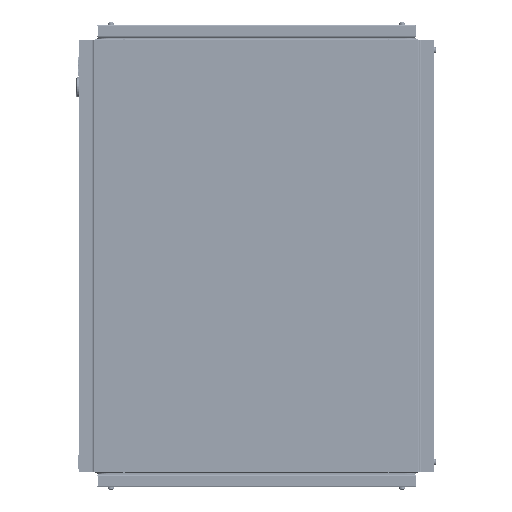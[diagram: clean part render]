
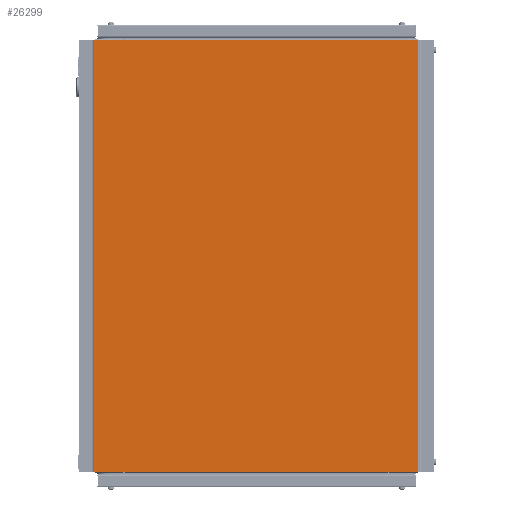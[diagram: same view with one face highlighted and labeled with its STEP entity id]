
A CAD part, front view. The second image highlights one B-rep face of the part: STEP entity #26299.
In plain terms, the highlighted planar face has unit normal (0, -1, 0).
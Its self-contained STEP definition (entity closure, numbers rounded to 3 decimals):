
#157 = VERTEX_POINT ( 'NONE', #52418 ) ;
#161 = ORIENTED_EDGE ( 'NONE', *, *, #59339, .T. ) ;
#377 = LINE ( 'NONE', #34458, #16854 ) ;
#415 = DIRECTION ( 'NONE',  ( 1., 0., 0. ) ) ;
#2362 = ORIENTED_EDGE ( 'NONE', *, *, #28779, .F. ) ;
#2686 = DIRECTION ( 'NONE',  ( 0., 1., 0. ) ) ;
#5160 = CARTESIAN_POINT ( 'NONE',  ( 20.8, -20., 0. ) ) ;
#8762 = VECTOR ( 'NONE', #20881, 1000. ) ;
#10740 = CARTESIAN_POINT ( 'NONE',  ( 19.8, -20., 599. ) ) ;
#10868 = VECTOR ( 'NONE', #26124, 1000. ) ;
#13035 = AXIS2_PLACEMENT_3D ( 'NONE', #25260, #2686, #44351 ) ;
#14250 = VECTOR ( 'NONE', #415, 1000. ) ;
#16184 = ORIENTED_EDGE ( 'NONE', *, *, #50396, .F. ) ;
#16854 = VECTOR ( 'NONE', #39134, 1000. ) ;
#16952 = ORIENTED_EDGE ( 'NONE', *, *, #50206, .T. ) ;
#19755 = CARTESIAN_POINT ( 'NONE',  ( 469.2, -20., 599. ) ) ;
#20293 = PLANE ( 'NONE',  #13035 ) ;
#20881 = DIRECTION ( 'NONE',  ( 1., 0., 0. ) ) ;
#21176 = VERTEX_POINT ( 'NONE', #5160 ) ;
#21661 = VERTEX_POINT ( 'NONE', #19755 ) ;
#25260 = CARTESIAN_POINT ( 'NONE',  ( 19.8, -20., 599. ) ) ;
#26124 = DIRECTION ( 'NONE',  ( 0., 0., -1. ) ) ;
#26299 = ADVANCED_FACE ( 'NONE', ( #34366 ), #20293, .F. ) ;
#28779 = EDGE_CURVE ( 'NONE', #157, #21661, #29479, .T. ) ;
#29479 = LINE ( 'NONE', #10740, #14250 ) ;
#31939 = EDGE_LOOP ( 'NONE', ( #161, #16184, #2362, #16952 ) ) ;
#34366 = FACE_OUTER_BOUND ( 'NONE', #31939, .T. ) ;
#34458 = CARTESIAN_POINT ( 'NONE',  ( 469.2, -20., 599. ) ) ;
#36457 = CARTESIAN_POINT ( 'NONE',  ( 20.8, -20., 599. ) ) ;
#39134 = DIRECTION ( 'NONE',  ( 0., 0., -1. ) ) ;
#39320 = LINE ( 'NONE', #49002, #8762 ) ;
#44351 = DIRECTION ( 'NONE',  ( -1., 0., 0. ) ) ;
#46215 = VERTEX_POINT ( 'NONE', #57344 ) ;
#46442 = LINE ( 'NONE', #36457, #10868 ) ;
#49002 = CARTESIAN_POINT ( 'NONE',  ( 19.8, -20., 0. ) ) ;
#50206 = EDGE_CURVE ( 'NONE', #157, #21176, #46442, .T. ) ;
#50396 = EDGE_CURVE ( 'NONE', #21661, #46215, #377, .T. ) ;
#52418 = CARTESIAN_POINT ( 'NONE',  ( 20.8, -20., 599. ) ) ;
#57344 = CARTESIAN_POINT ( 'NONE',  ( 469.2, -20., 0. ) ) ;
#59339 = EDGE_CURVE ( 'NONE', #21176, #46215, #39320, .T. ) ;
